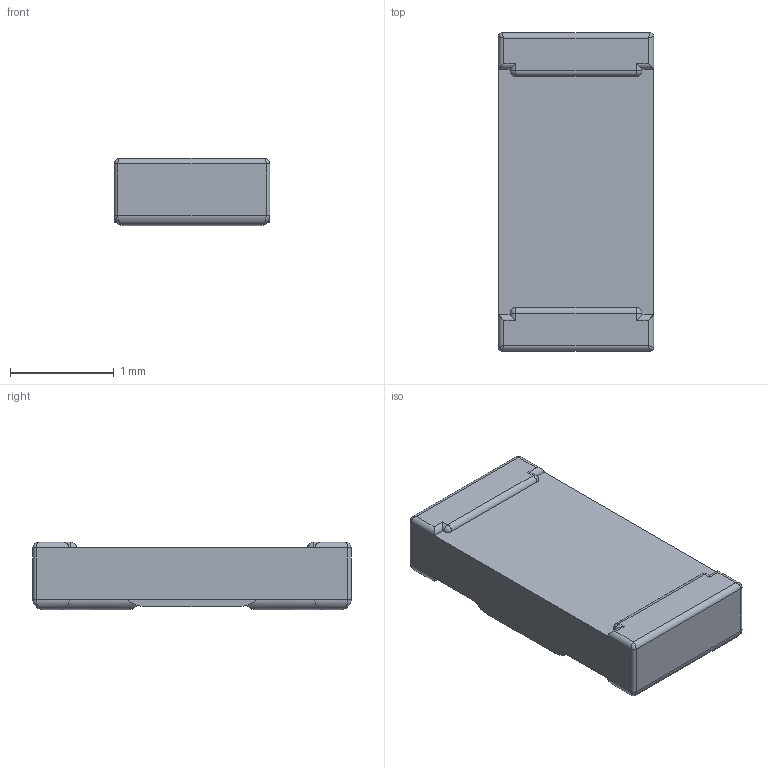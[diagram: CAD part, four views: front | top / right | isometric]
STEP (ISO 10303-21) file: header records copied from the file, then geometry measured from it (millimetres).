
FILE_DESCRIPTION(('STEP AP214'),'1');
FILE_NAME('.stp','2020-02-13T03:35:40',(' '),(' '),'Spatial InterOp 3D',' ',' ');
FILE_SCHEMA(('AUTOMOTIVE_DESIGN { 1 0 10303 214 1 1 1 1 }'));
Length unit declared in the file: metre
Products named in the file (5): 3D CAD_UR73D2B_10m-16m.解析モデル; Component1; Component2; Component3; Component4
Assembly tree (4 placements, depth 2):
  3D CAD_UR73D2B_10m-16m.解析モデル
    Component1
    Component2
    Component3
    Component4
Bounding box: 1.5 x 3.07 x 0.65 mm (x, y, z)
Volume: 2.7 mm3; surface area: 29 mm2
Topology: 4 solids, 4 shells, 74 faces, 174 edges, 96 vertices
Faces by surface type: cylinder 40, plane 22, bspline 8, sphere 4
Entity records: 2837 total; most frequent: CARTESIAN_POINT 485, DIRECTION 360, ORIENTED_EDGE 324, EDGE_CURVE 162, AXIS2_PLACEMENT_3D 131, LINE 98, VECTOR 98, VERTEX_POINT 96
